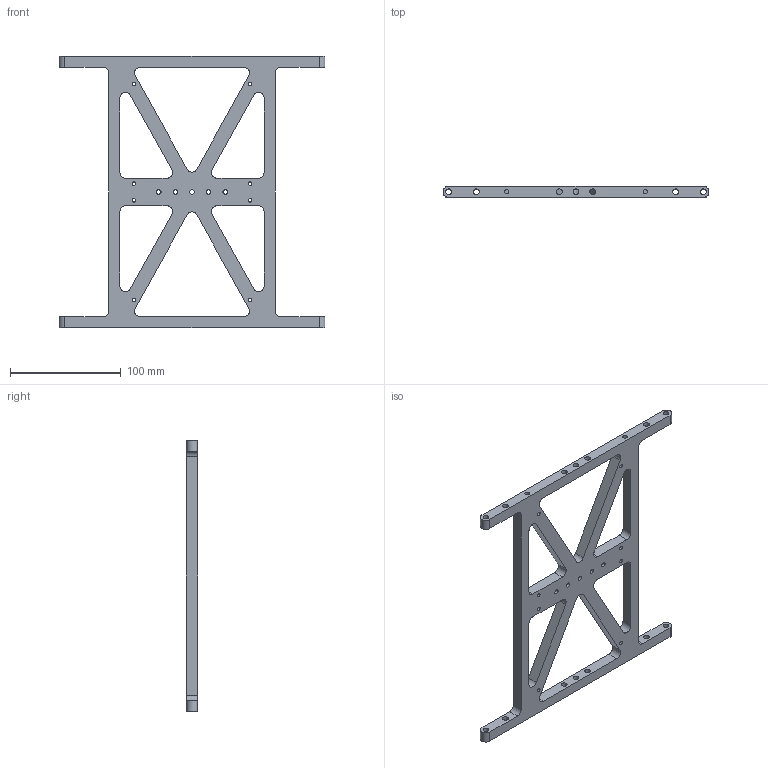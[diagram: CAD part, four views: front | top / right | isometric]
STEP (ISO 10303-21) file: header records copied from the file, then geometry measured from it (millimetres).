
FILE_DESCRIPTION( ( 'Unknown' ), '1' );
FILE_NAME( '加强筋（S3.8.11403）.stp', 'Unknown', ( 'Unknown' ), ( 'Unknown' ), 'XStep 1.0', 'Unknown', ' ' );
FILE_SCHEMA( ( 'automotive_design' ) );
Length unit declared in the file: millimetre
Products named in the file (1): 1
Bounding box: 240 x 10 x 245 mm (x, y, z)
Volume: 180841 mm3; surface area: 66558.5 mm2
Topology: 1 solids, 1 shells, 89 faces, 276 edges, 193 vertices
Faces by surface type: cylinder 57, plane 32
Full cylindrical faces by diameter (mm): 3.242 x8, 4 x4, 4.134 x5, 5.2 x14
Entity records: 3622 total; most frequent: DIRECTION 512, CARTESIAN_POINT 474, ORIENTED_EDGE 436, EDGE_CURVE 218, AXIS2_PLACEMENT_3D 204, EDGE_LOOP 190, VERTEX_POINT 166, FACE_OUTER_BOUND 120
